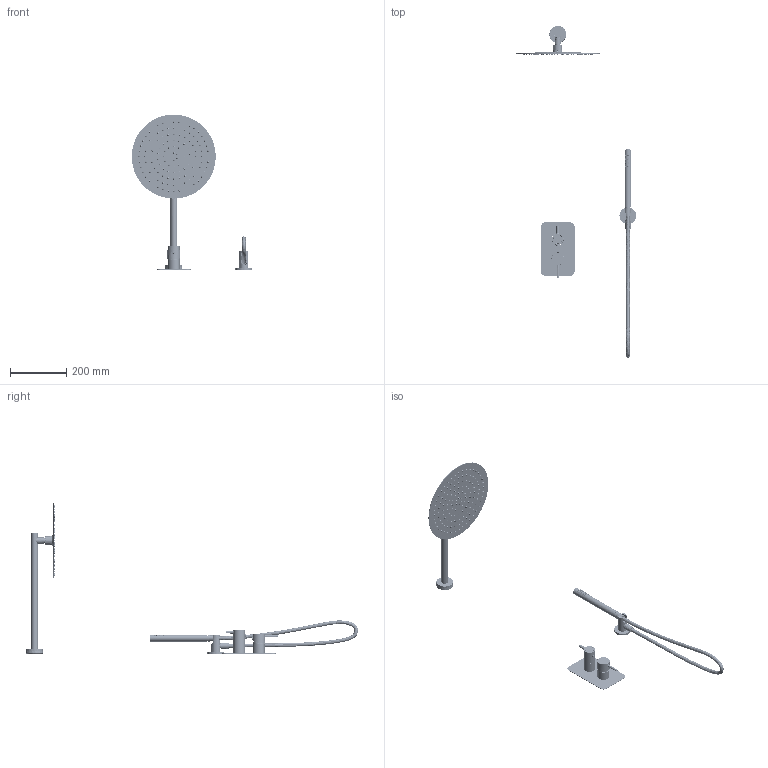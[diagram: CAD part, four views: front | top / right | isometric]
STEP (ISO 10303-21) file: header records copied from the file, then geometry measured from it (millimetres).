
FILE_DESCRIPTION (( 'STEP AP203' ), '1' );
FILE_NAME ('39DP09470.STEP', '2025-08-25T08:09:54', ( '' ), ( '' ), 'SwSTEP 2.0', 'SolidWorks 2021', '' );
FILE_SCHEMA (( 'CONFIG_CONTROL_DESIGN' ));
Length unit declared in the file: millimetre
Products named in the file (1): 39DP09470
Bounding box: 430 x 1183.79 x 552.72 mm (x, y, z)
Surface area: 690685.9 mm2 (no closed solid volume)
Topology: 0 solids, 25 shells, 3147 faces, 7346 edges, 4919 vertices
Faces by surface type: bspline 960, plane 927, cylinder 779, cone 412, torus 43, sphere 26
Full cylindrical faces by diameter (mm): 1.2 x132, 2.5 x1, 3.1 x2, 3.3 x2, 4 x265, 4.15 x1, 4.2 x1, 4.65 x1, 5.8 x132, 6.2 x2, 6.5 x1, 6.8 x1, 7 x1, 8 x1, 8.5 x1, 9.8 x1, 10 x1, 10.2 x1, 10.5 x2, 13.4 x2, 14 x3, 15 x2, 16.182 x1, 16.45 x1, 18 x4, 18.1 x3, 18.5 x2, 18.632 x2, 18.7 x1, 19 x1
Entity records: 126137 total; most frequent: CARTESIAN_POINT 68446, DIRECTION 10507, ORIENTED_EDGE 9902, EDGE_LOOP 6069, EDGE_CURVE 4953, AXIS2_PLACEMENT_3D 4799, FACE_OUTER_BOUND 4440, VERTEX_POINT 4228
